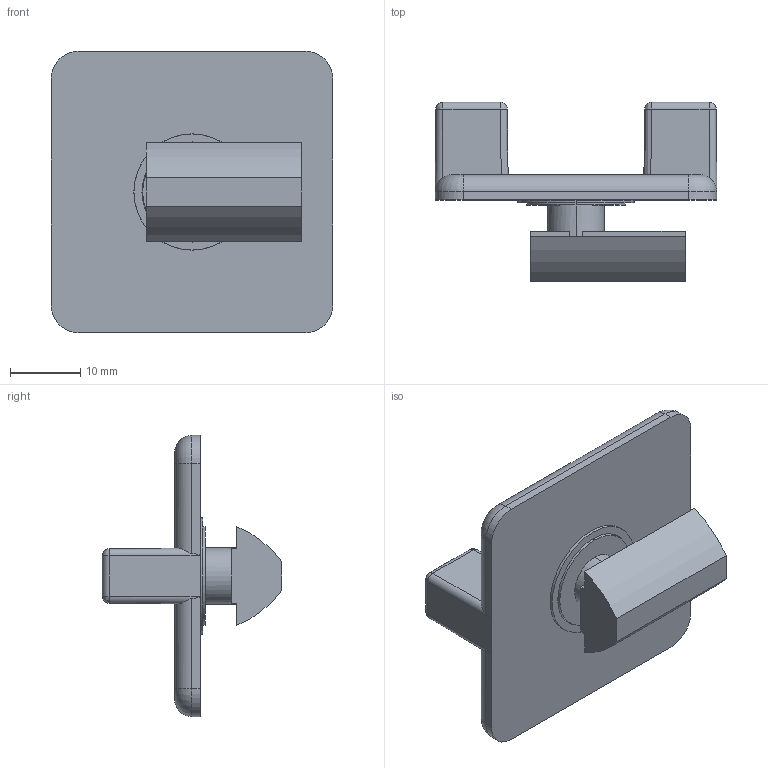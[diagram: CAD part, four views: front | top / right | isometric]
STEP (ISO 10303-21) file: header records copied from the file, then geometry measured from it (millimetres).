
FILE_DESCRIPTION (( 'STEP AP214' ), '1' );
FILE_NAME ('7728033', '2019-02-04T09:49:02', ( '' ), ('JUGARD+KÜNSTNER GmbH'), 'SwSTEP 2.0', 'SolidWorks 2017', '' );
FILE_SCHEMA (( 'AUTOMOTIVE_DESIGN' ));
Length unit declared in the file: millimetre
Products named in the file (1): 7728033_CNAJF00
Bounding box: 40 x 25.5 x 40 mm (x, y, z)
Volume: 8844.1 mm3; surface area: 5575.1 mm2
Topology: 1 solids, 1 shells, 95 faces, 223 edges, 136 vertices
Faces by surface type: plane 38, cylinder 24, bspline 17, cone 12, torus 4
Entity records: 4132 total; most frequent: CARTESIAN_POINT 1727, ORIENTED_EDGE 446, DIRECTION 424, EDGE_CURVE 223, AXIS2_PLACEMENT_3D 155, VERTEX_POINT 136, VECTOR 114, LINE 114
